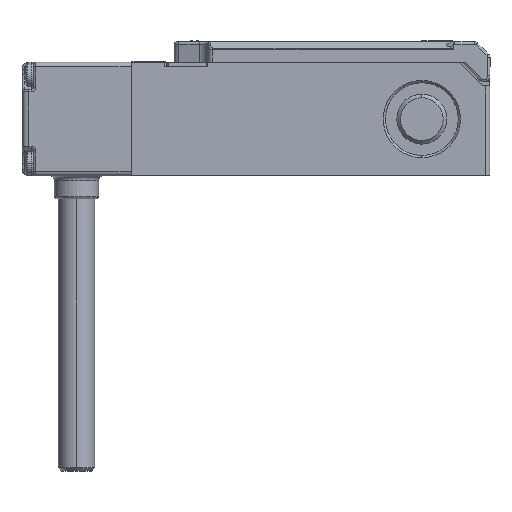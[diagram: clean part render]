
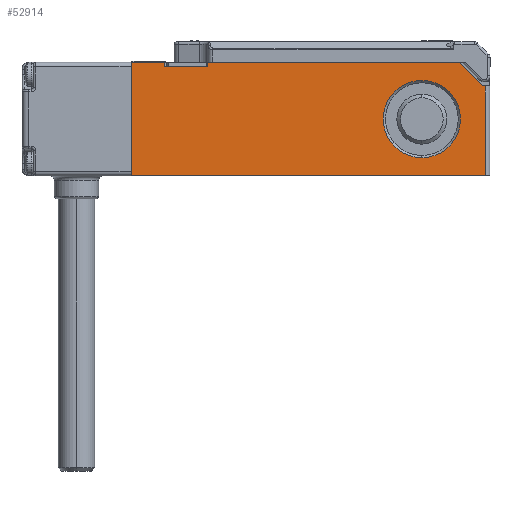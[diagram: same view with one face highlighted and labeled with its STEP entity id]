
A CAD part, left-side view. The second image highlights one B-rep face of the part: STEP entity #52914.
In plain terms, the highlighted planar face has unit normal (-1, 0, 0).
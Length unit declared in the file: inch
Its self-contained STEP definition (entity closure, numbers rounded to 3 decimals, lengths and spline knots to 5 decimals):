
#301 = VERTEX_POINT ( 'NONE', #57008 ) ;
#470 = VERTEX_POINT ( 'NONE', #5765 ) ;
#488 = VERTEX_POINT ( 'NONE', #25311 ) ;
#579 = CARTESIAN_POINT ( 'NONE',  ( -0.49213, 0.26772, 0.98425 ) ) ;
#2085 = LINE ( 'NONE', #15467, #24640 ) ;
#2175 = LINE ( 'NONE', #55354, #38972 ) ;
#3252 = CARTESIAN_POINT ( 'NONE',  ( -0.49213, 3.11024, 0.98425 ) ) ;
#4372 = VERTEX_POINT ( 'NONE', #32933 ) ;
#5474 = ORIENTED_EDGE ( 'NONE', *, *, #20371, .T. ) ;
#5765 = CARTESIAN_POINT ( 'NONE',  ( -0.49213, 3.11024, 0.98425 ) ) ;
#5986 = ORIENTED_EDGE ( 'NONE', *, *, #28049, .T. ) ;
#6182 = DIRECTION ( 'NONE',  ( 0., 0., 1. ) ) ;
#7639 = EDGE_LOOP ( 'NONE', ( #19289, #45227 ) ) ;
#7809 = VERTEX_POINT ( 'NONE', #579 ) ;
#8120 = DIRECTION ( 'NONE',  ( 1., 0., 0. ) ) ;
#9782 = DIRECTION ( 'NONE',  ( 0., -1., 0. ) ) ;
#10237 = EDGE_CURVE ( 'NONE', #30294, #301, #47644, .T. ) ;
#14087 = CARTESIAN_POINT ( 'NONE',  ( -0.49213, 0.59055, 0.49213 ) ) ;
#14443 = CARTESIAN_POINT ( 'NONE',  ( -0.49213, 2.44882, 0.94488 ) ) ;
#15060 = EDGE_CURVE ( 'NONE', #4372, #44073, #2085, .T. ) ;
#15072 = ORIENTED_EDGE ( 'NONE', *, *, #10237, .F. ) ;
#15467 = CARTESIAN_POINT ( 'NONE',  ( -0.49213, 0.06299, 0.77953 ) ) ;
#16642 = LINE ( 'NONE', #24268, #40671 ) ;
#16738 = VERTEX_POINT ( 'NONE', #32225 ) ;
#16864 = LINE ( 'NONE', #23635, #40887 ) ;
#18146 = ORIENTED_EDGE ( 'NONE', *, *, #45657, .T. ) ;
#18582 = PLANE ( 'NONE',  #52172 ) ;
#18884 = DIRECTION ( 'NONE',  ( 0., 1., 0. ) ) ;
#19217 = DIRECTION ( 'NONE',  ( 0., 0., 1. ) ) ;
#19289 = ORIENTED_EDGE ( 'NONE', *, *, #33910, .T. ) ;
#20262 = VECTOR ( 'NONE', #24877, 39.37008 ) ;
#20371 = EDGE_CURVE ( 'NONE', #32829, #470, #16864, .T. ) ;
#20544 = VERTEX_POINT ( 'NONE', #25100 ) ;
#21075 = AXIS2_PLACEMENT_3D ( 'NONE', #36885, #8120, #41701 ) ;
#21765 = DIRECTION ( 'NONE',  ( 0., -1., 0. ) ) ;
#22801 = VERTEX_POINT ( 'NONE', #32681 ) ;
#23100 = CARTESIAN_POINT ( 'NONE',  ( -0.49213, 3.11024, 0.98425 ) ) ;
#23635 = CARTESIAN_POINT ( 'NONE',  ( -0.49213, 3.11024, 0.98425 ) ) ;
#23822 = FACE_OUTER_BOUND ( 'NONE', #28008, .T. ) ;
#24268 = CARTESIAN_POINT ( 'NONE',  ( -0.49213, 2.79528, 0.94488 ) ) ;
#24510 = ORIENTED_EDGE ( 'NONE', *, *, #55513, .T. ) ;
#24640 = VECTOR ( 'NONE', #34790, 39.37008 ) ;
#24877 = DIRECTION ( 'NONE',  ( 0., -1., 0. ) ) ;
#25100 = CARTESIAN_POINT ( 'NONE',  ( -0.49213, 0.03937, 0. ) ) ;
#25311 = CARTESIAN_POINT ( 'NONE',  ( -0.49213, 3.11024, 0. ) ) ;
#25990 = VECTOR ( 'NONE', #48447, 39.37008 ) ;
#26207 = ORIENTED_EDGE ( 'NONE', *, *, #45551, .T. ) ;
#26526 = AXIS2_PLACEMENT_3D ( 'NONE', #14087, #47653, #18884 ) ;
#27465 = CARTESIAN_POINT ( 'NONE',  ( -0.49213, 0.59055, 0.82677 ) ) ;
#27488 = VECTOR ( 'NONE', #37563, 39.37008 ) ;
#27512 = LINE ( 'NONE', #29144, #25990 ) ;
#28008 = EDGE_LOOP ( 'NONE', ( #26207, #5474, #5986, #18146, #24510, #33958, #61395, #36736, #15072, #32785 ) ) ;
#28049 = EDGE_CURVE ( 'NONE', #470, #488, #57521, .T. ) ;
#28278 = DIRECTION ( 'NONE',  ( 1., 0., 0. ) ) ;
#28490 = DIRECTION ( 'NONE',  ( 0., 1., 0. ) ) ;
#29144 = CARTESIAN_POINT ( 'NONE',  ( -0.49213, 0.26772, 0.98425 ) ) ;
#30294 = VERTEX_POINT ( 'NONE', #43557 ) ;
#31850 = VECTOR ( 'NONE', #6182, 39.37008 ) ;
#32225 = CARTESIAN_POINT ( 'NONE',  ( -0.49213, 0.59055, 0.15748 ) ) ;
#32612 = CIRCLE ( 'NONE', #26526, 0.33465 ) ;
#32681 = CARTESIAN_POINT ( 'NONE',  ( -0.49213, 2.81734, 0.94488 ) ) ;
#32785 = ORIENTED_EDGE ( 'NONE', *, *, #40940, .F. ) ;
#32829 = VERTEX_POINT ( 'NONE', #37939 ) ;
#32909 = EDGE_CURVE ( 'NONE', #7809, #4372, #27512, .T. ) ;
#32933 = CARTESIAN_POINT ( 'NONE',  ( -0.49213, 0.06299, 0.77953 ) ) ;
#33036 = LINE ( 'NONE', #53659, #20262 ) ;
#33910 = EDGE_CURVE ( 'NONE', #35655, #16738, #32612, .T. ) ;
#33958 = ORIENTED_EDGE ( 'NONE', *, *, #15060, .F. ) ;
#34790 = DIRECTION ( 'NONE',  ( 0., -1., 0. ) ) ;
#34959 = CARTESIAN_POINT ( 'NONE',  ( -0.49213, 0.03937, 0.98425 ) ) ;
#35655 = VERTEX_POINT ( 'NONE', #27465 ) ;
#36364 = VECTOR ( 'NONE', #48020, 39.37008 ) ;
#36611 = FACE_BOUND ( 'NONE', #7639, .T. ) ;
#36736 = ORIENTED_EDGE ( 'NONE', *, *, #51561, .F. ) ;
#36885 = CARTESIAN_POINT ( 'NONE',  ( -0.49213, 0.59055, 0.49213 ) ) ;
#37563 = DIRECTION ( 'NONE',  ( 0., 0., -1. ) ) ;
#37939 = CARTESIAN_POINT ( 'NONE',  ( -0.49213, 2.81734, 0.98425 ) ) ;
#38404 = EDGE_CURVE ( 'NONE', #16738, #35655, #56772, .T. ) ;
#38972 = VECTOR ( 'NONE', #21765, 39.37008 ) ;
#40671 = VECTOR ( 'NONE', #9782, 39.37008 ) ;
#40887 = VECTOR ( 'NONE', #28490, 39.37008 ) ;
#40940 = EDGE_CURVE ( 'NONE', #22801, #30294, #16642, .T. ) ;
#41701 = DIRECTION ( 'NONE',  ( 0., 1., 0. ) ) ;
#43557 = CARTESIAN_POINT ( 'NONE',  ( -0.49213, 2.44882, 0.94488 ) ) ;
#44073 = VERTEX_POINT ( 'NONE', #51766 ) ;
#44587 = LINE ( 'NONE', #34959, #31850 ) ;
#45227 = ORIENTED_EDGE ( 'NONE', *, *, #38404, .T. ) ;
#45551 = EDGE_CURVE ( 'NONE', #22801, #32829, #50342, .T. ) ;
#45657 = EDGE_CURVE ( 'NONE', #488, #20544, #33036, .T. ) ;
#47644 = LINE ( 'NONE', #14443, #36364 ) ;
#47653 = DIRECTION ( 'NONE',  ( 1., 0., 0. ) ) ;
#48020 = DIRECTION ( 'NONE',  ( 0., 0., 1. ) ) ;
#48447 = DIRECTION ( 'NONE',  ( 0., -0.707, -0.707 ) ) ;
#50342 = LINE ( 'NONE', #62189, #61542 ) ;
#51561 = EDGE_CURVE ( 'NONE', #301, #7809, #2175, .T. ) ;
#51766 = CARTESIAN_POINT ( 'NONE',  ( -0.49213, 0.03937, 0.77953 ) ) ;
#52172 = AXIS2_PLACEMENT_3D ( 'NONE', #3252, #28278, #61793 ) ;
#52914 = ADVANCED_FACE ( 'NONE', ( #36611, #23822 ), #18582, .F. ) ;
#53659 = CARTESIAN_POINT ( 'NONE',  ( -0.49213, 3.11024, 0. ) ) ;
#55354 = CARTESIAN_POINT ( 'NONE',  ( -0.49213, 3.11024, 0.98425 ) ) ;
#55513 = EDGE_CURVE ( 'NONE', #20544, #44073, #44587, .T. ) ;
#56772 = CIRCLE ( 'NONE', #21075, 0.33465 ) ;
#57008 = CARTESIAN_POINT ( 'NONE',  ( -0.49213, 2.44882, 0.98425 ) ) ;
#57521 = LINE ( 'NONE', #23100, #27488 ) ;
#61395 = ORIENTED_EDGE ( 'NONE', *, *, #32909, .F. ) ;
#61542 = VECTOR ( 'NONE', #19217, 39.37008 ) ;
#61793 = DIRECTION ( 'NONE',  ( 0., 1., 0. ) ) ;
#62189 = CARTESIAN_POINT ( 'NONE',  ( -0.49213, 2.81734, 0.98425 ) ) ;
